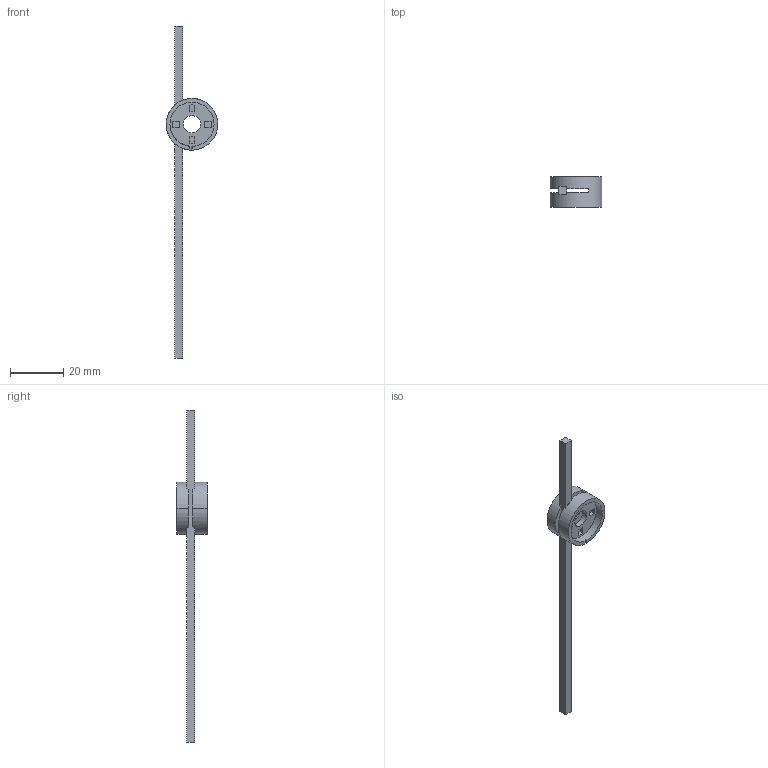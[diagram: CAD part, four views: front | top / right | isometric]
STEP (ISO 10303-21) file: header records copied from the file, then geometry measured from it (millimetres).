
FILE_DESCRIPTION(('STEP AP242'),'1');
FILE_NAME('switch_zcky51.stp','2021-05-11T11:51:15',('TraceParts'),('TraceParts S.A.'),'Spatial InterOp 3D',' ',' ');
FILE_SCHEMA(('AP242_MANAGED_MODEL_BASED_3D_ENGINEERING_MIM_LF {1 0 10303 442 1 1 4}'));
Length unit declared in the file: millimetre
Products named in the file (1): switch_zcky51_1
Bounding box: 19.5 x 11.35 x 125 mm (x, y, z)
Volume: 2852.7 mm3; surface area: 3564.3 mm2
Topology: 2 solids, 2 shells, 77 faces, 204 edges, 136 vertices
Faces by surface type: plane 45, cylinder 32
Entity records: 2487 total; most frequent: CARTESIAN_POINT 487, DIRECTION 424, ORIENTED_EDGE 408, EDGE_CURVE 204, AXIS2_PLACEMENT_3D 149, VERTEX_POINT 136, LINE 126, VECTOR 126
